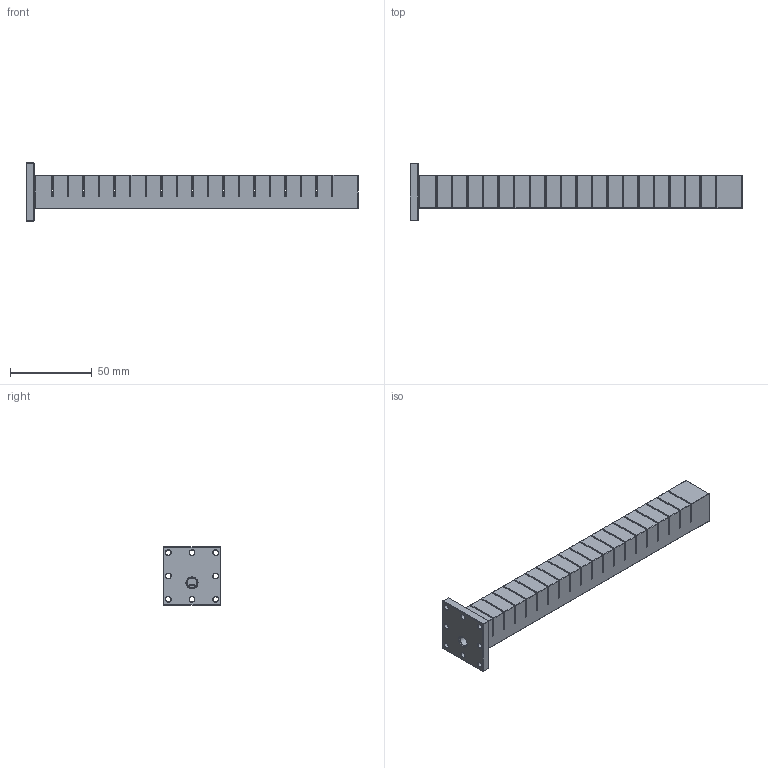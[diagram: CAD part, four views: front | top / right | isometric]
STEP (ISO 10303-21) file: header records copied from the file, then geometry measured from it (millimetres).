
FILE_DESCRIPTION(('CATIA V5 STEP Exchange'),'2;1');
FILE_NAME('Gripper_t3.0_d0.5_b16_l9_n20_AR-G12.stp','2017-04-06T11:31:44+00:00',('none'),('none'),'CATIA Version 5 Release 18 GA (IN-10)','CATIA V5 STEP AP203','none');
FILE_SCHEMA(('CONFIG_CONTROL_DESIGN'));
Products named in the file (1): Gripper_t3.0_d0.5_b16_l9_n20_AR-G12
Bounding box: 203 x 35 x 35.5 mm (x, y, z)
Volume: 71050.7 mm3; surface area: 41266.5 mm2
Topology: 1 solids, 1 shells, 1573 faces, 3785 edges, 1782 vertices
Faces by surface type: cylinder 698, sphere 336, plane 245, torus 172, bspline 119, cone 3
Entity records: 56983 total; most frequent: CARTESIAN_POINT 26486, ORIENTED_EDGE 6702, DIRECTION 5194, EDGE_CURVE 3351, AXIS2_PLACEMENT_3D 2539, VERTEX_POINT 1782, EDGE_LOOP 1591, ADVANCED_FACE 1573
